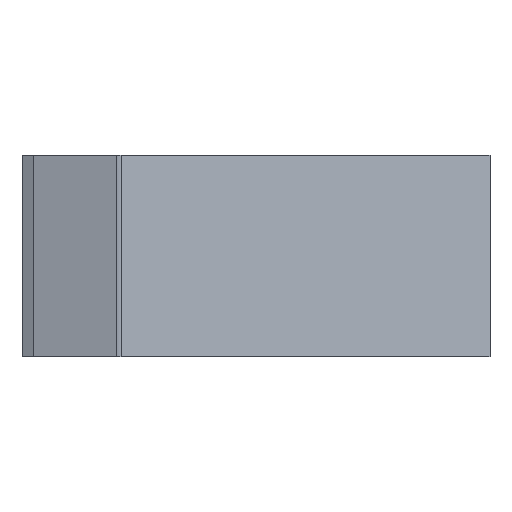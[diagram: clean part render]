
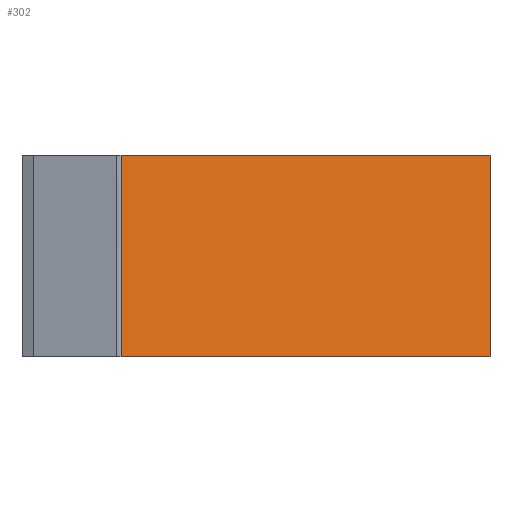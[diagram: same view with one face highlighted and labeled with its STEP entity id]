
A CAD part, left-side view. The second image highlights one B-rep face of the part: STEP entity #302.
In plain terms, the highlighted free-form (B-spline) face has degree [1, 1] with [2, 2] control points.
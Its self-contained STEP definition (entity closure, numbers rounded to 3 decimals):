
#15 = CARTESIAN_POINT ( 'NONE',  ( -16171.366, 3412.051, 0. ) ) ;
#29 = EDGE_CURVE ( 'NONE', #205, #194, #305, .T. ) ;
#31 = EDGE_LOOP ( 'NONE', ( #73, #268, #203, #142 ) ) ;
#33 = CARTESIAN_POINT ( 'NONE',  ( -16086.941, 3266.384, -79.5 ) ) ;
#46 = EDGE_CURVE ( 'NONE', #205, #405, #444, .T. ) ;
#49 = B_SPLINE_CURVE_WITH_KNOTS ( 'NONE', 1,
 ( #320, #15 ),
 .UNSPECIFIED., .F., .F.,
 ( 2, 2 ),
 ( 0., 1. ),
 .UNSPECIFIED. ) ;
#73 = ORIENTED_EDGE ( 'NONE', *, *, #29, .F. ) ;
#95 = CARTESIAN_POINT ( 'NONE',  ( -16171.366, 3412.051, -79.5 ) ) ;
#113 = CARTESIAN_POINT ( 'NONE',  ( -16171.366, 3412.051, -79.5 ) ) ;
#116 = EDGE_CURVE ( 'NONE', #194, #280, #122, .T. ) ;
#122 = B_SPLINE_CURVE_WITH_KNOTS ( 'NONE', 1,
 ( #436, #406 ),
 .UNSPECIFIED., .F., .F.,
 ( 2, 2 ),
 ( -1., 0. ),
 .UNSPECIFIED. ) ;
#132 = CARTESIAN_POINT ( 'NONE',  ( -16086.941, 3266.384, 0. ) ) ;
#138 = CARTESIAN_POINT ( 'NONE',  ( -16171.366, 3412.051, 0. ) ) ;
#142 = ORIENTED_EDGE ( 'NONE', *, *, #116, .F. ) ;
#194 = VERTEX_POINT ( 'NONE', #385 ) ;
#200 = CARTESIAN_POINT ( 'NONE',  ( -16143.224, 3363.495, -79.5 ) ) ;
#203 = ORIENTED_EDGE ( 'NONE', *, *, #413, .T. ) ;
#205 = VERTEX_POINT ( 'NONE', #33 ) ;
#220 = CARTESIAN_POINT ( 'NONE',  ( -16171.366, 3412.051, 0. ) ) ;
#249 = FACE_OUTER_BOUND ( 'NONE', #31, .T. ) ;
#268 = ORIENTED_EDGE ( 'NONE', *, *, #46, .T. ) ;
#280 = VERTEX_POINT ( 'NONE', #138 ) ;
#302 = ADVANCED_FACE ( 'NONE', ( #249 ), #442, .T. ) ;
#305 = B_SPLINE_CURVE_WITH_KNOTS ( 'NONE', 3,
 ( #367, #402, #200, #95 ),
 .UNSPECIFIED., .F., .F.,
 ( 4, 4 ),
 ( 0., 1. ),
 .UNSPECIFIED. ) ;
#307 = CARTESIAN_POINT ( 'NONE',  ( -16086.941, 3266.384, 0. ) ) ;
#320 = CARTESIAN_POINT ( 'NONE',  ( -16086.941, 3266.384, 0. ) ) ;
#322 = CARTESIAN_POINT ( 'NONE',  ( -16086.941, 3266.384, 0. ) ) ;
#352 = CARTESIAN_POINT ( 'NONE',  ( -16086.941, 3266.384, -79.5 ) ) ;
#367 = CARTESIAN_POINT ( 'NONE',  ( -16086.941, 3266.384, -79.5 ) ) ;
#385 = CARTESIAN_POINT ( 'NONE',  ( -16171.366, 3412.051, -79.5 ) ) ;
#402 = CARTESIAN_POINT ( 'NONE',  ( -16115.083, 3314.94, -79.5 ) ) ;
#405 = VERTEX_POINT ( 'NONE', #322 ) ;
#406 = CARTESIAN_POINT ( 'NONE',  ( -16171.366, 3412.051, 0. ) ) ;
#413 = EDGE_CURVE ( 'NONE', #405, #280, #49, .T. ) ;
#436 = CARTESIAN_POINT ( 'NONE',  ( -16171.366, 3412.051, -79.5 ) ) ;
#440 = CARTESIAN_POINT ( 'NONE',  ( -16086.941, 3266.384, -79.5 ) ) ;
#442 = B_SPLINE_SURFACE_WITH_KNOTS ( 'NONE', 1, 1, ( 
 ( #113, #220 ),
 ( #352, #307 ) ),
 .UNSPECIFIED., .F., .F., .F.,
 ( 2, 2 ),
 ( 2, 2 ),
 ( 0., 1. ),
 ( 0., 1. ),
 .UNSPECIFIED. ) ;
#444 = B_SPLINE_CURVE_WITH_KNOTS ( 'NONE', 1,
 ( #440, #132 ),
 .UNSPECIFIED., .F., .F.,
 ( 2, 2 ),
 ( 0., 1. ),
 .UNSPECIFIED. ) ;
